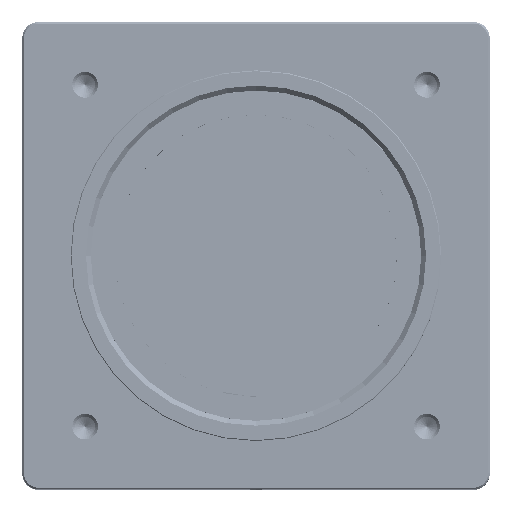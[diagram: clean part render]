
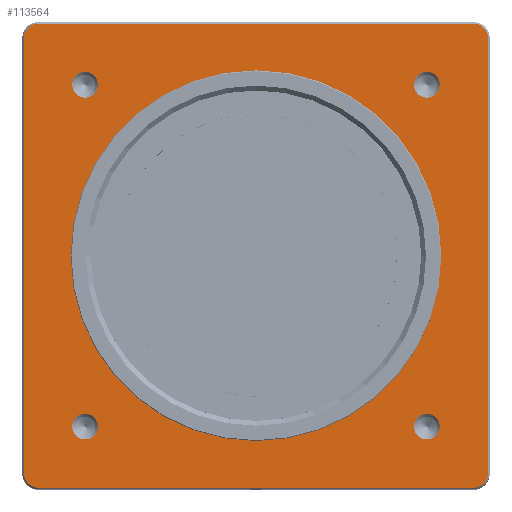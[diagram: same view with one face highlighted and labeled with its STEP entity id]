
A CAD part, top view. The second image highlights one B-rep face of the part: STEP entity #113564.
In plain terms, the highlighted planar face has unit normal (0, 0, 1).
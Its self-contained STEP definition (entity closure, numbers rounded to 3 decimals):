
#1805 = ORIENTED_EDGE ( 'NONE', *, *, #184407, .T. ) ;
#1837 = CARTESIAN_POINT ( 'NONE',  ( -21.21, -21.21, 8.5 ) ) ;
#2401 = VERTEX_POINT ( 'NONE', #15971 ) ;
#3762 = AXIS2_PLACEMENT_3D ( 'NONE', #183193, #198951, #169521 ) ;
#4922 = DIRECTION ( 'NONE',  ( 1., 0., 0. ) ) ;
#5925 = ORIENTED_EDGE ( 'NONE', *, *, #140938, .T. ) ;
#6032 = DIRECTION ( 'NONE',  ( 1., 0., 0. ) ) ;
#6046 = DIRECTION ( 'NONE',  ( 1., 0., 0. ) ) ;
#6859 = DIRECTION ( 'NONE',  ( 0., 0., 1. ) ) ;
#10242 = EDGE_CURVE ( 'NONE', #2401, #2401, #111380, .T. ) ;
#12333 = DIRECTION ( 'NONE',  ( 1., 0., 0. ) ) ;
#15234 = AXIS2_PLACEMENT_3D ( 'NONE', #182039, #180998, #69275 ) ;
#15971 = CARTESIAN_POINT ( 'NONE',  ( -19.61, -21.21, 8.5 ) ) ;
#16639 = DIRECTION ( 'NONE',  ( 0., 1., 0. ) ) ;
#17393 = DIRECTION ( 'NONE',  ( 0., -1., 0. ) ) ;
#17465 = DIRECTION ( 'NONE',  ( 0., 0., 1. ) ) ;
#19785 = CIRCLE ( 'NONE', #86673, 1.8 ) ;
#20597 = FACE_BOUND ( 'NONE', #204355, .T. ) ;
#20699 = CARTESIAN_POINT ( 'NONE',  ( 23., 0., 8.5 ) ) ;
#21658 = FACE_OUTER_BOUND ( 'NONE', #179921, .T. ) ;
#23508 = EDGE_CURVE ( 'NONE', #88617, #88617, #28538, .T. ) ;
#26825 = EDGE_CURVE ( 'NONE', #89014, #141207, #19785, .T. ) ;
#28538 = CIRCLE ( 'NONE', #155395, 23. ) ;
#30140 = VERTEX_POINT ( 'NONE', #82781 ) ;
#30267 = VERTEX_POINT ( 'NONE', #117191 ) ;
#30792 = CARTESIAN_POINT ( 'NONE',  ( -27., 27., 8.5 ) ) ;
#31961 = CIRCLE ( 'NONE', #15234, 1.6 ) ;
#32686 = ORIENTED_EDGE ( 'NONE', *, *, #140346, .T. ) ;
#38281 = EDGE_LOOP ( 'NONE', ( #51216 ) ) ;
#39404 = CARTESIAN_POINT ( 'NONE',  ( 27., -28.8, 8.5 ) ) ;
#42362 = DIRECTION ( 'NONE',  ( 1., 0., 0. ) ) ;
#44743 = CARTESIAN_POINT ( 'NONE',  ( 0., 0., 8.5 ) ) ;
#44809 = EDGE_CURVE ( 'NONE', #71301, #71301, #164213, .T. ) ;
#45875 = DIRECTION ( 'NONE',  ( 1., 0., 0. ) ) ;
#47489 = VERTEX_POINT ( 'NONE', #183217 ) ;
#47928 = CARTESIAN_POINT ( 'NONE',  ( -27., -27., 8.5 ) ) ;
#49019 = VECTOR ( 'NONE', #6032, 1000. ) ;
#51216 = ORIENTED_EDGE ( 'NONE', *, *, #44809, .F. ) ;
#53035 = CARTESIAN_POINT ( 'NONE',  ( -28.8, -27., 8.5 ) ) ;
#55030 = DIRECTION ( 'NONE',  ( 1., 0., 0. ) ) ;
#55225 = LINE ( 'NONE', #39404, #49019 ) ;
#58716 = EDGE_CURVE ( 'NONE', #59523, #59523, #31961, .T. ) ;
#58970 = CARTESIAN_POINT ( 'NONE',  ( 28.8, -27., 8.5 ) ) ;
#59523 = VERTEX_POINT ( 'NONE', #125140 ) ;
#64858 = AXIS2_PLACEMENT_3D ( 'NONE', #1837, #17465, #4922 ) ;
#66274 = AXIS2_PLACEMENT_3D ( 'NONE', #153150, #6859, #55030 ) ;
#69275 = DIRECTION ( 'NONE',  ( 1., 0., 0. ) ) ;
#71301 = VERTEX_POINT ( 'NONE', #169340 ) ;
#72968 = VECTOR ( 'NONE', #88870, 1000. ) ;
#74384 = AXIS2_PLACEMENT_3D ( 'NONE', #179571, #131478, #6046 ) ;
#74572 = EDGE_CURVE ( 'NONE', #30140, #170635, #104480, .T. ) ;
#75527 = EDGE_CURVE ( 'NONE', #196072, #30140, #150558, .T. ) ;
#75613 = DIRECTION ( 'NONE',  ( 0., 0., 1. ) ) ;
#78089 = EDGE_CURVE ( 'NONE', #176461, #47489, #195024, .T. ) ;
#82384 = FACE_BOUND ( 'NONE', #38281, .T. ) ;
#82781 = CARTESIAN_POINT ( 'NONE',  ( 27., 28.8, 8.5 ) ) ;
#83417 = FACE_BOUND ( 'NONE', #192128, .T. ) ;
#84026 = CARTESIAN_POINT ( 'NONE',  ( -27., 28.8, 8.5 ) ) ;
#85291 = LINE ( 'NONE', #53035, #189615 ) ;
#86673 = AXIS2_PLACEMENT_3D ( 'NONE', #105758, #75613, #138253 ) ;
#88617 = VERTEX_POINT ( 'NONE', #20699 ) ;
#88870 = DIRECTION ( 'NONE',  ( -1., 0., 0. ) ) ;
#89014 = VERTEX_POINT ( 'NONE', #100490 ) ;
#90848 = AXIS2_PLACEMENT_3D ( 'NONE', #159416, #98653, #146767 ) ;
#97059 = LINE ( 'NONE', #159882, #188821 ) ;
#98653 = DIRECTION ( 'NONE',  ( 0., 0., 1. ) ) ;
#100490 = CARTESIAN_POINT ( 'NONE',  ( 27., -28.8, 8.5 ) ) ;
#104480 = LINE ( 'NONE', #105512, #72968 ) ;
#104806 = AXIS2_PLACEMENT_3D ( 'NONE', #47928, #157671, #45875 ) ;
#105512 = CARTESIAN_POINT ( 'NONE',  ( -27., 28.8, 8.5 ) ) ;
#105758 = CARTESIAN_POINT ( 'NONE',  ( 27., -27., 8.5 ) ) ;
#107247 = EDGE_CURVE ( 'NONE', #200113, #200113, #152908, .T. ) ;
#107341 = DIRECTION ( 'NONE',  ( 0., 0., 1. ) ) ;
#111380 = CIRCLE ( 'NONE', #64858, 1.6 ) ;
#113564 = ADVANCED_FACE ( 'NONE', ( #21658, #20597, #82384, #148165, #83417, #149192 ), #132504, .T. ) ;
#117191 = CARTESIAN_POINT ( 'NONE',  ( -28.8, 27., 8.5 ) ) ;
#118521 = CARTESIAN_POINT ( 'NONE',  ( 22.81, -21.21, 8.5 ) ) ;
#123503 = ORIENTED_EDGE ( 'NONE', *, *, #23508, .F. ) ;
#124377 = ORIENTED_EDGE ( 'NONE', *, *, #107247, .F. ) ;
#125140 = CARTESIAN_POINT ( 'NONE',  ( 22.81, 21.21, 8.5 ) ) ;
#131478 = DIRECTION ( 'NONE',  ( 0., 0., 1. ) ) ;
#131577 = EDGE_LOOP ( 'NONE', ( #155567 ) ) ;
#132504 = PLANE ( 'NONE',  #74384 ) ;
#136210 = EDGE_LOOP ( 'NONE', ( #169661 ) ) ;
#138253 = DIRECTION ( 'NONE',  ( 1., 0., 0. ) ) ;
#138546 = DIRECTION ( 'NONE',  ( 0., 0., 1. ) ) ;
#139164 = CIRCLE ( 'NONE', #165802, 1.8 ) ;
#140346 = EDGE_CURVE ( 'NONE', #141207, #196072, #97059, .T. ) ;
#140938 = EDGE_CURVE ( 'NONE', #170635, #30267, #139164, .T. ) ;
#141207 = VERTEX_POINT ( 'NONE', #58970 ) ;
#146767 = DIRECTION ( 'NONE',  ( 1., 0., 0. ) ) ;
#148165 = FACE_BOUND ( 'NONE', #136210, .T. ) ;
#149192 = FACE_BOUND ( 'NONE', #131577, .T. ) ;
#150558 = CIRCLE ( 'NONE', #3762, 1.8 ) ;
#152908 = CIRCLE ( 'NONE', #66274, 1.6 ) ;
#152955 = CARTESIAN_POINT ( 'NONE',  ( -28.8, -27., 8.5 ) ) ;
#153150 = CARTESIAN_POINT ( 'NONE',  ( 21.21, -21.21, 8.5 ) ) ;
#154495 = EDGE_CURVE ( 'NONE', #30267, #176461, #85291, .T. ) ;
#155395 = AXIS2_PLACEMENT_3D ( 'NONE', #44743, #107341, #12333 ) ;
#155567 = ORIENTED_EDGE ( 'NONE', *, *, #10242, .F. ) ;
#157671 = DIRECTION ( 'NONE',  ( 0., 0., 1. ) ) ;
#159416 = CARTESIAN_POINT ( 'NONE',  ( -21.21, 21.21, 8.5 ) ) ;
#159882 = CARTESIAN_POINT ( 'NONE',  ( 28.8, 27., 8.5 ) ) ;
#164213 = CIRCLE ( 'NONE', #90848, 1.6 ) ;
#165802 = AXIS2_PLACEMENT_3D ( 'NONE', #30792, #138546, #42362 ) ;
#169340 = CARTESIAN_POINT ( 'NONE',  ( -19.61, 21.21, 8.5 ) ) ;
#169374 = ORIENTED_EDGE ( 'NONE', *, *, #78089, .T. ) ;
#169521 = DIRECTION ( 'NONE',  ( 1., 0., 0. ) ) ;
#169661 = ORIENTED_EDGE ( 'NONE', *, *, #58716, .F. ) ;
#170635 = VERTEX_POINT ( 'NONE', #84026 ) ;
#174241 = ORIENTED_EDGE ( 'NONE', *, *, #75527, .T. ) ;
#176461 = VERTEX_POINT ( 'NONE', #152955 ) ;
#179571 = CARTESIAN_POINT ( 'NONE',  ( -29., 29., 8.5 ) ) ;
#179921 = EDGE_LOOP ( 'NONE', ( #5925, #190138, #169374, #1805, #205412, #32686, #174241, #195431 ) ) ;
#180998 = DIRECTION ( 'NONE',  ( 0., 0., 1. ) ) ;
#182039 = CARTESIAN_POINT ( 'NONE',  ( 21.21, 21.21, 8.5 ) ) ;
#183193 = CARTESIAN_POINT ( 'NONE',  ( 27., 27., 8.5 ) ) ;
#183217 = CARTESIAN_POINT ( 'NONE',  ( -27., -28.8, 8.5 ) ) ;
#184407 = EDGE_CURVE ( 'NONE', #47489, #89014, #55225, .T. ) ;
#188821 = VECTOR ( 'NONE', #16639, 1000. ) ;
#189615 = VECTOR ( 'NONE', #17393, 1000. ) ;
#189959 = CARTESIAN_POINT ( 'NONE',  ( 28.8, 27., 8.5 ) ) ;
#190138 = ORIENTED_EDGE ( 'NONE', *, *, #154495, .T. ) ;
#192128 = EDGE_LOOP ( 'NONE', ( #124377 ) ) ;
#195024 = CIRCLE ( 'NONE', #104806, 1.8 ) ;
#195431 = ORIENTED_EDGE ( 'NONE', *, *, #74572, .T. ) ;
#196072 = VERTEX_POINT ( 'NONE', #189959 ) ;
#198951 = DIRECTION ( 'NONE',  ( 0., 0., 1. ) ) ;
#200113 = VERTEX_POINT ( 'NONE', #118521 ) ;
#204355 = EDGE_LOOP ( 'NONE', ( #123503 ) ) ;
#205412 = ORIENTED_EDGE ( 'NONE', *, *, #26825, .T. ) ;
